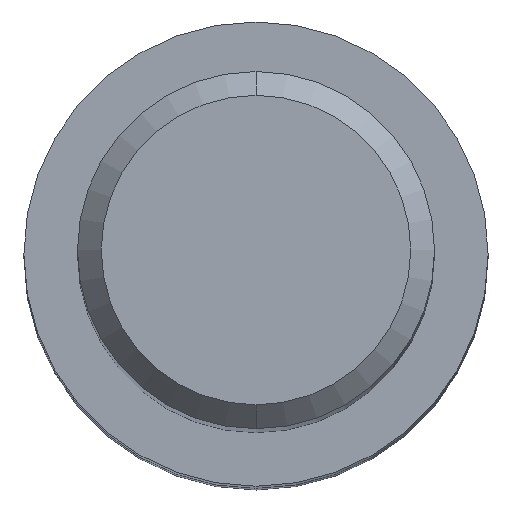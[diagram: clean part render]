
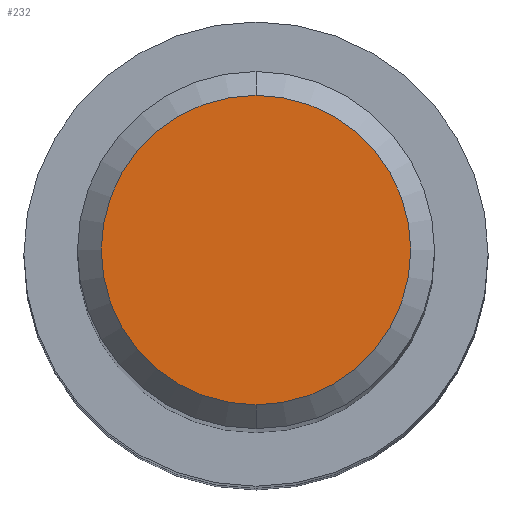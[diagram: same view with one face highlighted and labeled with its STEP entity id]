
A CAD part, top view. The second image highlights one B-rep face of the part: STEP entity #232.
In plain terms, the highlighted planar face has unit normal (0, 0, 1).
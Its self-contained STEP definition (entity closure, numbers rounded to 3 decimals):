
#190=EDGE_CURVE('',#246,#274,#483,.T.);
#232=ADVANCED_FACE('',(#531),#532,.T.);
#246=VERTEX_POINT('',#546);
#260=EDGE_CURVE('',#274,#246,#560,.T.);
#274=VERTEX_POINT('',#575);
#483=CIRCLE('',#813,2.6);
#531=FACE_OUTER_BOUND('',#926,.T.);
#532=PLANE('',#927);
#546=CARTESIAN_POINT('',(0.0,2.6,0.0));
#560=CIRCLE('',#976,2.6);
#575=CARTESIAN_POINT('',(0.,-2.6,0.0));
#813=AXIS2_PLACEMENT_3D('',#1398,#1399,#1400);
#926=EDGE_LOOP('',(#1461,#1462));
#927=AXIS2_PLACEMENT_3D('',#1463,#1464,#1465);
#976=AXIS2_PLACEMENT_3D('',#1477,#1478,#1479);
#1398=CARTESIAN_POINT('',(0.0,0.0,0.0));
#1399=DIRECTION('',(0.0,0.0,-1.0));
#1400=DIRECTION('',(0.0,1.0,0.0));
#1461=ORIENTED_EDGE('',*,*,#190,.F.);
#1462=ORIENTED_EDGE('',*,*,#260,.F.);
#1463=CARTESIAN_POINT('',(0.0,1.3,0.0));
#1464=DIRECTION('',(-0.0,0.0,1.0));
#1465=DIRECTION('',(0.0,-1.0,0.0));
#1477=CARTESIAN_POINT('',(0.0,0.0,0.0));
#1478=DIRECTION('',(0.0,0.0,-1.0));
#1479=DIRECTION('',(0.0,1.0,0.0));
